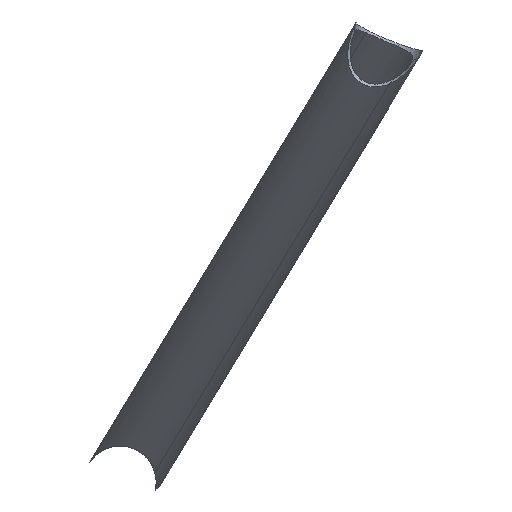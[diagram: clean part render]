
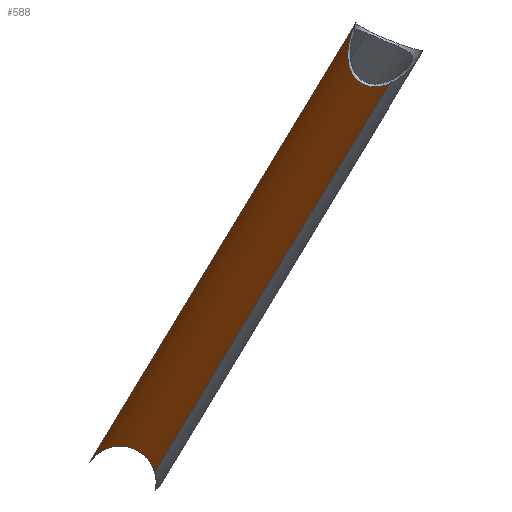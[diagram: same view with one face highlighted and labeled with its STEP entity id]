
A CAD part, left-side view. The second image highlights one B-rep face of the part: STEP entity #588.
In plain terms, the highlighted cylindrical face has radius 14 mm (diameter 28 mm), a partial arc.
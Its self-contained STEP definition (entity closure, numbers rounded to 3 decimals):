
#63=CARTESIAN_POINT('Vertex',(-1955.202,304.246,121.621)) ;
#67=CARTESIAN_POINT('Control Point',(-1929.611,316.033,115.175)) ;
#68=CARTESIAN_POINT('Control Point',(-1931.658,315.532,115.957)) ;
#69=CARTESIAN_POINT('Control Point',(-1933.703,314.965,116.699)) ;
#70=CARTESIAN_POINT('Control Point',(-1935.74,314.334,117.398)) ;
#71=CARTESIAN_POINT('Control Point',(-1939.769,312.947,118.697)) ;
#72=CARTESIAN_POINT('Control Point',(-1943.747,311.27,119.793)) ;
#73=CARTESIAN_POINT('Control Point',(-1945.684,310.37,120.276)) ;
#74=CARTESIAN_POINT('Control Point',(-1948.841,308.743,120.967)) ;
#75=CARTESIAN_POINT('Control Point',(-1951.871,306.826,121.414)) ;
#76=CARTESIAN_POINT('Control Point',(-1953.022,306.031,121.544)) ;
#77=CARTESIAN_POINT('Control Point',(-1954.144,305.174,121.621)) ;
#78=CARTESIAN_POINT('Control Point',(-1955.202,304.246,121.621)) ;
#79=CARTESIAN_POINT('Vertex',(-1929.611,316.033,115.175)) ;
#173=CARTESIAN_POINT('Vertex',(-1951.524,290.806,111.542)) ;
#177=CARTESIAN_POINT('Control Point',(-1955.202,304.246,121.621)) ;
#178=CARTESIAN_POINT('Control Point',(-1956.059,303.495,121.621)) ;
#179=CARTESIAN_POINT('Control Point',(-1956.874,302.696,121.571)) ;
#180=CARTESIAN_POINT('Control Point',(-1957.639,301.837,121.457)) ;
#181=CARTESIAN_POINT('Control Point',(-1958.68,300.414,121.148)) ;
#182=CARTESIAN_POINT('Control Point',(-1959.343,298.876,120.57)) ;
#183=CARTESIAN_POINT('Control Point',(-1959.52,298.321,120.328)) ;
#184=CARTESIAN_POINT('Control Point',(-1959.714,297.266,119.793)) ;
#185=CARTESIAN_POINT('Control Point',(-1959.632,296.263,119.143)) ;
#186=CARTESIAN_POINT('Control Point',(-1959.528,295.81,118.814)) ;
#187=CARTESIAN_POINT('Control Point',(-1959.159,294.825,118.023)) ;
#188=CARTESIAN_POINT('Control Point',(-1958.54,294.002,117.196)) ;
#189=CARTESIAN_POINT('Control Point',(-1958.127,293.585,116.725)) ;
#190=CARTESIAN_POINT('Control Point',(-1956.768,292.48,115.336)) ;
#191=CARTESIAN_POINT('Control Point',(-1955.113,291.73,114.005)) ;
#192=CARTESIAN_POINT('Control Point',(-1953.96,291.342,113.158)) ;
#193=CARTESIAN_POINT('Control Point',(-1952.757,291.038,112.337)) ;
#194=CARTESIAN_POINT('Control Point',(-1951.524,290.806,111.542)) ;
#228=CARTESIAN_POINT('Control Point',(-1929.611,316.033,115.175)) ;
#229=CARTESIAN_POINT('Control Point',(-1929.565,315.979,115.27)) ;
#230=CARTESIAN_POINT('Control Point',(-1929.517,315.919,115.372)) ;
#231=CARTESIAN_POINT('Control Point',(-1929.465,315.855,115.481)) ;
#232=CARTESIAN_POINT('Control Point',(-1929.222,315.548,115.982)) ;
#233=CARTESIAN_POINT('Control Point',(-1928.978,315.217,116.467)) ;
#234=CARTESIAN_POINT('Control Point',(-1928.789,314.947,116.833)) ;
#235=CARTESIAN_POINT('Control Point',(-1927.841,313.526,118.604)) ;
#236=CARTESIAN_POINT('Control Point',(-1926.894,311.771,120.085)) ;
#237=CARTESIAN_POINT('Control Point',(-1926.156,310.172,121.042)) ;
#238=CARTESIAN_POINT('Control Point',(-1925.468,308.421,121.712)) ;
#239=CARTESIAN_POINT('Control Point',(-1924.859,306.583,122.058)) ;
#240=CARTESIAN_POINT('Vertex',(-1924.859,306.583,122.058)) ;
#470=CARTESIAN_POINT('Vertex',(-2089.048,209.438,282.695)) ;
#474=CARTESIAN_POINT('Control Point',(-2105.,212.976,285.474)) ;
#475=CARTESIAN_POINT('Control Point',(-2101.622,213.317,285.346)) ;
#476=CARTESIAN_POINT('Control Point',(-2098.201,213.195,285.018)) ;
#477=CARTESIAN_POINT('Control Point',(-2094.864,212.604,284.5)) ;
#478=CARTESIAN_POINT('Control Point',(-2091.628,211.392,283.727)) ;
#479=CARTESIAN_POINT('Control Point',(-2089.048,209.438,282.695)) ;
#480=CARTESIAN_POINT('Vertex',(-2105.,212.976,285.474)) ;
#530=CARTESIAN_POINT('Axis2P3D Location',(-2016.905,252.123,193.811)) ;
#535=CARTESIAN_POINT('Line Origine',(-2009.144,256.715,204.52)) ;
#540=CARTESIAN_POINT('Line Origine',(-2024.665,247.531,183.101)) ;
#544=CARTESIAN_POINT('Vertex',(-2105.,200.,261.698)) ;
#548=CARTESIAN_POINT('Control Point',(-2105.,212.976,285.474)) ;
#549=CARTESIAN_POINT('Control Point',(-2105.,213.031,285.369)) ;
#550=CARTESIAN_POINT('Control Point',(-2105.,213.087,285.26)) ;
#551=CARTESIAN_POINT('Control Point',(-2105.,213.142,285.152)) ;
#552=CARTESIAN_POINT('Control Point',(-2105.,213.251,284.936)) ;
#553=CARTESIAN_POINT('Control Point',(-2105.,213.358,284.718)) ;
#554=CARTESIAN_POINT('Control Point',(-2105.,213.411,284.609)) ;
#555=CARTESIAN_POINT('Control Point',(-2105.,213.568,284.282)) ;
#556=CARTESIAN_POINT('Control Point',(-2105.,213.721,283.952)) ;
#557=CARTESIAN_POINT('Control Point',(-2105.,213.82,283.731)) ;
#558=CARTESIAN_POINT('Control Point',(-2105.,214.796,281.51)) ;
#559=CARTESIAN_POINT('Control Point',(-2105.,215.554,279.197)) ;
#560=CARTESIAN_POINT('Control Point',(-2105.,216.04,277.064)) ;
#561=CARTESIAN_POINT('Control Point',(-2105.,216.477,273.381)) ;
#562=CARTESIAN_POINT('Control Point',(-2105.,216.078,269.712)) ;
#563=CARTESIAN_POINT('Control Point',(-2105.,215.755,268.233)) ;
#564=CARTESIAN_POINT('Control Point',(-2105.,214.944,265.999)) ;
#565=CARTESIAN_POINT('Control Point',(-2105.,213.612,264.057)) ;
#566=CARTESIAN_POINT('Control Point',(-2105.,213.056,263.401)) ;
#567=CARTESIAN_POINT('Control Point',(-2105.,211.86,262.276)) ;
#568=CARTESIAN_POINT('Control Point',(-2105.,210.451,261.438)) ;
#569=CARTESIAN_POINT('Control Point',(-2105.,209.74,261.113)) ;
#570=CARTESIAN_POINT('Control Point',(-2105.,207.748,260.441)) ;
#571=CARTESIAN_POINT('Control Point',(-2105.,205.632,260.302)) ;
#572=CARTESIAN_POINT('Control Point',(-2105.,204.299,260.409)) ;
#573=CARTESIAN_POINT('Control Point',(-2105.,202.636,260.742)) ;
#574=CARTESIAN_POINT('Control Point',(-2105.,201.037,261.284)) ;
#575=CARTESIAN_POINT('Control Point',(-2105.,200.687,261.413)) ;
#576=CARTESIAN_POINT('Control Point',(-2105.,200.342,261.551)) ;
#577=CARTESIAN_POINT('Control Point',(-2105.,200.,261.698)) ;
#531=DIRECTION('Axis2P3D Direction',(-0.658,-0.39,0.644)) ;
#532=DIRECTION('Axis2P3D XDirection',(0.554,0.328,0.765)) ;
#536=DIRECTION('Vector Direction',(-0.658,-0.39,0.644)) ;
#541=DIRECTION('Vector Direction',(-0.658,-0.39,0.644)) ;
#533=AXIS2_PLACEMENT_3D('Cylinder Axis2P3D',#530,#531,#532) ;
#580=ORIENTED_EDGE('',*,*,#482,.T.) ;
#581=ORIENTED_EDGE('',*,*,#539,.F.) ;
#582=ORIENTED_EDGE('',*,*,#242,.F.) ;
#583=ORIENTED_EDGE('',*,*,#81,.T.) ;
#584=ORIENTED_EDGE('',*,*,#195,.T.) ;
#585=ORIENTED_EDGE('',*,*,#546,.T.) ;
#586=ORIENTED_EDGE('',*,*,#578,.F.) ;
#537=VECTOR('Line Direction',#536,1.) ;
#542=VECTOR('Line Direction',#541,1.) ;
#588=ADVANCED_FACE('Corps principal',(#587),#534,.T.) ;
#66=B_SPLINE_CURVE_WITH_KNOTS('',5,(#67,#68,#69,#70,#71,#72,#73,#74,#75,#76,#77,#78),.UNSPECIFIED.,.F.,.U.,(6,3,3,6),(0.696,16.595,32.166,42.121),.UNSPECIFIED.) ;
#176=B_SPLINE_CURVE_WITH_KNOTS('',5,(#177,#178,#179,#180,#181,#182,#183,#184,#185,#186,#187,#188,#189,#190,#191,#192,#193,#194),.UNSPECIFIED.,.F.,.U.,(6,3,3,3,3,6),(0.,8.057,12.47,16.462,21.731,32.234),.UNSPECIFIED.) ;
#227=B_SPLINE_CURVE_WITH_KNOTS('',5,(#228,#229,#230,#231,#232,#233,#234,#235,#236,#237,#238,#239),.UNSPECIFIED.,.F.,.U.,(6,3,3,6),(3.153,4.168,7.647,21.554),.UNSPECIFIED.) ;
#473=B_SPLINE_CURVE_WITH_KNOTS('',5,(#474,#475,#476,#477,#478,#479),.UNSPECIFIED.,.F.,.U.,(6,6),(3.588,27.611),.UNSPECIFIED.) ;
#547=B_SPLINE_CURVE_WITH_KNOTS('',5,(#548,#549,#550,#551,#552,#553,#554,#555,#556,#557,#558,#559,#560,#561,#562,#563,#564,#565,#566,#567,#568,#569,#570,#571,#572,#573,#574,#575,#576,#577),.UNSPECIFIED.,.F.,.U.,(6,3,3,3,3,3,3,3,3,6),(3.285,4.142,4.998,6.712,22.147,32.699,38.733,44.228,53.53,56.16),.UNSPECIFIED.) ;
#534=CYLINDRICAL_SURFACE('generated cylinder',#533,14.) ;
#81=EDGE_CURVE('',#80,#64,#66,.T.) ;
#195=EDGE_CURVE('',#64,#174,#176,.T.) ;
#242=EDGE_CURVE('',#80,#241,#227,.T.) ;
#482=EDGE_CURVE('',#481,#471,#473,.T.) ;
#539=EDGE_CURVE('',#241,#471,#538,.T.) ;
#546=EDGE_CURVE('',#174,#545,#543,.T.) ;
#578=EDGE_CURVE('',#481,#545,#547,.T.) ;
#579=EDGE_LOOP('',(#580,#581,#582,#583,#584,#585,#586)) ;
#587=FACE_OUTER_BOUND('',#579,.T.) ;
#538=LINE('Line',#535,#537) ;
#543=LINE('Line',#540,#542) ;
#64=VERTEX_POINT('',#63) ;
#80=VERTEX_POINT('',#79) ;
#174=VERTEX_POINT('',#173) ;
#241=VERTEX_POINT('',#240) ;
#471=VERTEX_POINT('',#470) ;
#481=VERTEX_POINT('',#480) ;
#545=VERTEX_POINT('',#544) ;
